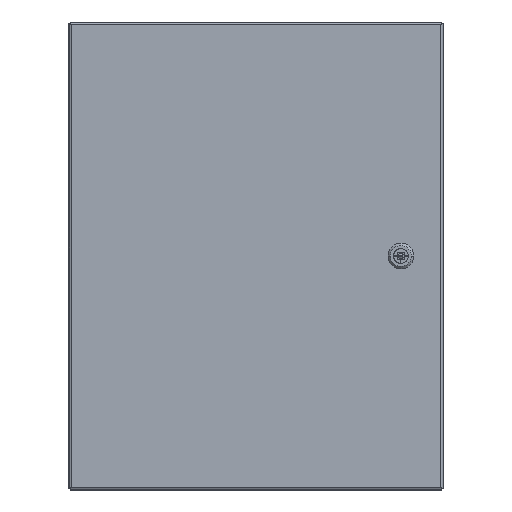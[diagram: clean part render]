
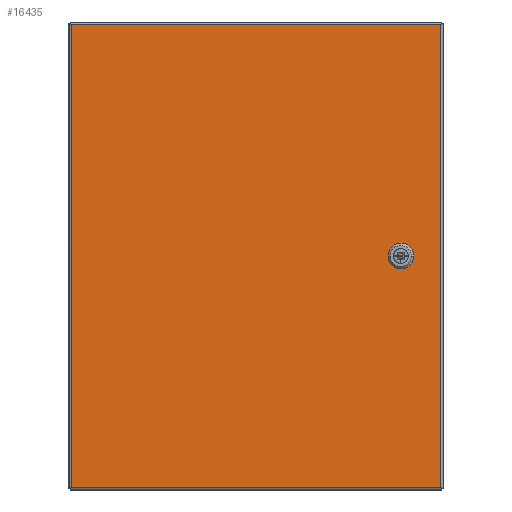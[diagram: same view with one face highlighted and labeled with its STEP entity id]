
A CAD part, front view. The second image highlights one B-rep face of the part: STEP entity #16435.
In plain terms, the highlighted planar face has unit normal (0, -1, 0).
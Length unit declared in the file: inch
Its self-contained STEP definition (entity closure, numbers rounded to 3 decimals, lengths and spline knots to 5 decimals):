
#64 = CARTESIAN_POINT ( 'NONE',  ( 5.961, -12.822, 0.395 ) ) ;
#155 = ORIENTED_EDGE ( 'NONE', *, *, #11820, .T. ) ;
#630 = ORIENTED_EDGE ( 'NONE', *, *, #7705, .T. ) ;
#735 = VECTOR ( 'NONE', #17103, 39.37008 ) ;
#808 = VERTEX_POINT ( 'NONE', #9820 ) ;
#1111 = ORIENTED_EDGE ( 'NONE', *, *, #15417, .T. ) ;
#1161 = CARTESIAN_POINT ( 'NONE',  ( 5.7965, -12.822, -0.2315 ) ) ;
#1220 = EDGE_CURVE ( 'NONE', #19420, #3464, #19295, .T. ) ;
#1336 = VECTOR ( 'NONE', #4502, 39.37008 ) ;
#1663 = VERTEX_POINT ( 'NONE', #1917 ) ;
#1760 = EDGE_CURVE ( 'NONE', #3464, #18866, #19466, .T. ) ;
#1788 = LINE ( 'NONE', #64, #735 ) ;
#1847 = LINE ( 'NONE', #12694, #13198 ) ;
#1888 = VERTEX_POINT ( 'NONE', #19976 ) ;
#1917 = CARTESIAN_POINT ( 'NONE',  ( 5.961, -12.822, 0.395 ) ) ;
#1999 = VECTOR ( 'NONE', #3800, 39.37008 ) ;
#2202 = CARTESIAN_POINT ( 'NONE',  ( 6.423, -12.822, 0.395 ) ) ;
#2714 = CARTESIAN_POINT ( 'NONE',  ( 5.7965, -12.822, -0.2315 ) ) ;
#3421 = EDGE_CURVE ( 'NONE', #808, #5612, #8457, .T. ) ;
#3464 = VERTEX_POINT ( 'NONE', #19322 ) ;
#3565 = DIRECTION ( 'NONE',  ( 0., 0., -1. ) ) ;
#3629 = DIRECTION ( 'NONE',  ( 1., 0., 0. ) ) ;
#3800 = DIRECTION ( 'NONE',  ( 0., 0., 1. ) ) ;
#3896 = ORIENTED_EDGE ( 'NONE', *, *, #3421, .T. ) ;
#4186 = VECTOR ( 'NONE', #17122, 39.37008 ) ;
#4348 = DIRECTION ( 'NONE',  ( 0., -1., 0. ) ) ;
#4502 = DIRECTION ( 'NONE',  ( 0., 0., 1. ) ) ;
#4976 = VECTOR ( 'NONE', #13551, 39.37008 ) ;
#5003 = EDGE_CURVE ( 'NONE', #5612, #19420, #18490, .T. ) ;
#5339 = DIRECTION ( 'NONE',  ( 0.707, 0., -0.707 ) ) ;
#5404 = VERTEX_POINT ( 'NONE', #18164 ) ;
#5501 = DIRECTION ( 'NONE',  ( 0., 0., -1. ) ) ;
#5612 = VERTEX_POINT ( 'NONE', #14493 ) ;
#5664 = FACE_BOUND ( 'NONE', #19157, .T. ) ;
#5803 = CARTESIAN_POINT ( 'NONE',  ( 6.5875, -12.822, -0.2315 ) ) ;
#6346 = DIRECTION ( 'NONE',  ( 1., 0., 0. ) ) ;
#6821 = LINE ( 'NONE', #6925, #1999 ) ;
#6925 = CARTESIAN_POINT ( 'NONE',  ( 5.7965, -12.822, 0.2305 ) ) ;
#6948 = CARTESIAN_POINT ( 'NONE',  ( 6.423, -12.822, 0.395 ) ) ;
#7121 = ORIENTED_EDGE ( 'NONE', *, *, #8916, .T. ) ;
#7302 = VERTEX_POINT ( 'NONE', #9584 ) ;
#7635 = CARTESIAN_POINT ( 'NONE',  ( 6.5875, -12.822, -0.2315 ) ) ;
#7705 = EDGE_CURVE ( 'NONE', #5404, #7302, #10937, .T. ) ;
#7849 = LINE ( 'NONE', #18411, #1336 ) ;
#8457 = LINE ( 'NONE', #5803, #11866 ) ;
#8916 = EDGE_CURVE ( 'NONE', #1663, #12932, #15906, .T. ) ;
#9109 = VECTOR ( 'NONE', #5339, 39.37008 ) ;
#9500 = EDGE_CURVE ( 'NONE', #14978, #5404, #7849, .T. ) ;
#9584 = CARTESIAN_POINT ( 'NONE',  ( -7.895, -12.822, 9.898 ) ) ;
#9601 = VECTOR ( 'NONE', #16963, 39.37008 ) ;
#9760 = VECTOR ( 'NONE', #6346, 39.37008 ) ;
#9820 = CARTESIAN_POINT ( 'NONE',  ( 6.5875, -12.822, 0.2305 ) ) ;
#9980 = ORIENTED_EDGE ( 'NONE', *, *, #5003, .T. ) ;
#10105 = EDGE_CURVE ( 'NONE', #16812, #14978, #12336, .T. ) ;
#10329 = DIRECTION ( 'NONE',  ( 0., 0., -1. ) ) ;
#10743 = ORIENTED_EDGE ( 'NONE', *, *, #15106, .T. ) ;
#10937 = LINE ( 'NONE', #18557, #4186 ) ;
#11606 = ORIENTED_EDGE ( 'NONE', *, *, #1760, .T. ) ;
#11608 = CARTESIAN_POINT ( 'NONE',  ( 6.423, -12.822, 0.395 ) ) ;
#11820 = EDGE_CURVE ( 'NONE', #1888, #1663, #1788, .T. ) ;
#11866 = VECTOR ( 'NONE', #5501, 39.37008 ) ;
#12045 = PLANE ( 'NONE',  #15638 ) ;
#12336 = LINE ( 'NONE', #15487, #9760 ) ;
#12694 = CARTESIAN_POINT ( 'NONE',  ( -7.895, -12.822, -9.899 ) ) ;
#12932 = VERTEX_POINT ( 'NONE', #11608 ) ;
#13198 = VECTOR ( 'NONE', #3565, 39.37008 ) ;
#13551 = DIRECTION ( 'NONE',  ( -0.707, 0., 0.707 ) ) ;
#13669 = CARTESIAN_POINT ( 'NONE',  ( -7.895, -12.822, -9.899 ) ) ;
#14493 = CARTESIAN_POINT ( 'NONE',  ( 6.5875, -12.822, -0.2315 ) ) ;
#14611 = CARTESIAN_POINT ( 'NONE',  ( 5.961, -12.822, -0.396 ) ) ;
#14911 = CARTESIAN_POINT ( 'NONE',  ( 6.423, -12.822, -0.396 ) ) ;
#14978 = VERTEX_POINT ( 'NONE', #17223 ) ;
#15106 = EDGE_CURVE ( 'NONE', #12932, #808, #19252, .T. ) ;
#15372 = CARTESIAN_POINT ( 'NONE',  ( -7.895, -12.822, -9.899 ) ) ;
#15417 = EDGE_CURVE ( 'NONE', #18866, #1888, #6821, .T. ) ;
#15487 = CARTESIAN_POINT ( 'NONE',  ( -7.895, -12.822, -9.899 ) ) ;
#15580 = VECTOR ( 'NONE', #3629, 39.37008 ) ;
#15638 = AXIS2_PLACEMENT_3D ( 'NONE', #13669, #4348, #10329 ) ;
#15906 = LINE ( 'NONE', #2202, #15580 ) ;
#16435 = ADVANCED_FACE ( 'NONE', ( #18253, #5664 ), #12045, .T. ) ;
#16616 = EDGE_LOOP ( 'NONE', ( #17351, #630, #18168, #19083 ) ) ;
#16632 = ORIENTED_EDGE ( 'NONE', *, *, #1220, .T. ) ;
#16812 = VERTEX_POINT ( 'NONE', #15372 ) ;
#16963 = DIRECTION ( 'NONE',  ( -0.707, 0., -0.707 ) ) ;
#17103 = DIRECTION ( 'NONE',  ( 0.707, 0., 0.707 ) ) ;
#17122 = DIRECTION ( 'NONE',  ( -1., 0., 0. ) ) ;
#17223 = CARTESIAN_POINT ( 'NONE',  ( 7.902, -12.822, -9.899 ) ) ;
#17351 = ORIENTED_EDGE ( 'NONE', *, *, #9500, .T. ) ;
#17562 = DIRECTION ( 'NONE',  ( -1., 0., 0. ) ) ;
#18164 = CARTESIAN_POINT ( 'NONE',  ( 7.902, -12.822, 9.898 ) ) ;
#18168 = ORIENTED_EDGE ( 'NONE', *, *, #19212, .T. ) ;
#18253 = FACE_OUTER_BOUND ( 'NONE', #16616, .T. ) ;
#18270 = VECTOR ( 'NONE', #17562, 39.37008 ) ;
#18411 = CARTESIAN_POINT ( 'NONE',  ( 7.902, -12.822, -9.899 ) ) ;
#18490 = LINE ( 'NONE', #7635, #9601 ) ;
#18557 = CARTESIAN_POINT ( 'NONE',  ( -7.895, -12.822, 9.898 ) ) ;
#18866 = VERTEX_POINT ( 'NONE', #1161 ) ;
#19083 = ORIENTED_EDGE ( 'NONE', *, *, #10105, .T. ) ;
#19157 = EDGE_LOOP ( 'NONE', ( #1111, #155, #7121, #10743, #3896, #9980, #16632, #11606 ) ) ;
#19212 = EDGE_CURVE ( 'NONE', #7302, #16812, #1847, .T. ) ;
#19252 = LINE ( 'NONE', #6948, #9109 ) ;
#19295 = LINE ( 'NONE', #14611, #18270 ) ;
#19322 = CARTESIAN_POINT ( 'NONE',  ( 5.961, -12.822, -0.396 ) ) ;
#19420 = VERTEX_POINT ( 'NONE', #14911 ) ;
#19466 = LINE ( 'NONE', #2714, #4976 ) ;
#19976 = CARTESIAN_POINT ( 'NONE',  ( 5.7965, -12.822, 0.2305 ) ) ;
